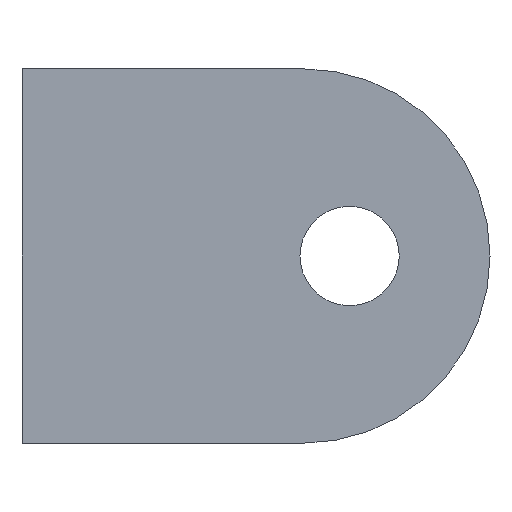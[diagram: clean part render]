
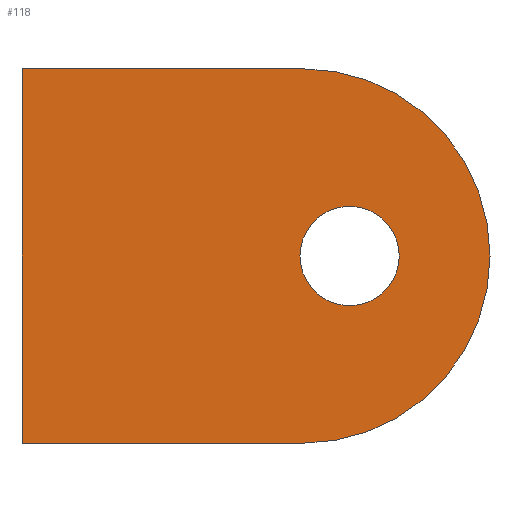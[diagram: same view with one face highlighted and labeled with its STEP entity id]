
A CAD part, front view. The second image highlights one B-rep face of the part: STEP entity #118.
In plain terms, the highlighted planar face has unit normal (0, -1, 0).
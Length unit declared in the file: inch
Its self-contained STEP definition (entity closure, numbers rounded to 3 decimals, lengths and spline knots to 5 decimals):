
#17=FACE_BOUND('',#28,.T.);
#20=FACE_OUTER_BOUND('',#27,.T.);
#27=EDGE_LOOP('',(#85,#86,#87,#88));
#28=EDGE_LOOP('',(#89));
#37=LINE('',#184,#47);
#38=LINE('',#186,#48);
#39=LINE('',#187,#49);
#47=VECTOR('',#150,0.75);
#48=VECTOR('',#151,1.);
#49=VECTOR('',#152,0.75);
#57=CIRCLE('',#134,0.5);
#58=CIRCLE('',#135,0.1325);
#61=VERTEX_POINT('',#180);
#62=VERTEX_POINT('',#181);
#63=VERTEX_POINT('',#183);
#64=VERTEX_POINT('',#185);
#65=VERTEX_POINT('',#188);
#71=EDGE_CURVE('',#61,#62,#57,.T.);
#72=EDGE_CURVE('',#61,#63,#37,.T.);
#73=EDGE_CURVE('',#63,#64,#38,.T.);
#74=EDGE_CURVE('',#64,#62,#39,.T.);
#75=EDGE_CURVE('',#65,#65,#58,.T.);
#85=ORIENTED_EDGE('',*,*,#71,.F.);
#86=ORIENTED_EDGE('',*,*,#72,.T.);
#87=ORIENTED_EDGE('',*,*,#73,.T.);
#88=ORIENTED_EDGE('',*,*,#74,.T.);
#89=ORIENTED_EDGE('',*,*,#75,.F.);
#113=PLANE('',#133);
#118=ADVANCED_FACE('',(#20,#17),#113,.F.);
#133=AXIS2_PLACEMENT_3D('',#179,#146,#147);
#134=AXIS2_PLACEMENT_3D('',#182,#148,#149);
#135=AXIS2_PLACEMENT_3D('',#189,#153,#154);
#146=DIRECTION('center_axis',(0.,1.,0.));
#147=DIRECTION('ref_axis',(1.,0.,0.));
#148=DIRECTION('center_axis',(0.,1.,0.));
#149=DIRECTION('ref_axis',(0.,0.,1.));
#150=DIRECTION('',(-1.,0.,0.));
#151=DIRECTION('',(0.,0.,-1.));
#152=DIRECTION('',(1.,0.,0.));
#153=DIRECTION('center_axis',(0.,-1.,0.));
#154=DIRECTION('ref_axis',(1.,0.,0.));
#179=CARTESIAN_POINT('Origin',(0.,0.,0.));
#180=CARTESIAN_POINT('',(0.75,0.,0.5));
#181=CARTESIAN_POINT('',(0.75,0.,-0.5));
#182=CARTESIAN_POINT('Origin',(0.75,0.,0.));
#183=CARTESIAN_POINT('',(0.,0.,0.5));
#184=CARTESIAN_POINT('',(0.75,0.,0.5));
#185=CARTESIAN_POINT('',(0.,0.,-0.5));
#186=CARTESIAN_POINT('',(0.,0.,0.5));
#187=CARTESIAN_POINT('',(0.,0.,-0.5));
#188=CARTESIAN_POINT('',(1.0075,0.,0.));
#189=CARTESIAN_POINT('Origin',(0.875,0.,0.));
